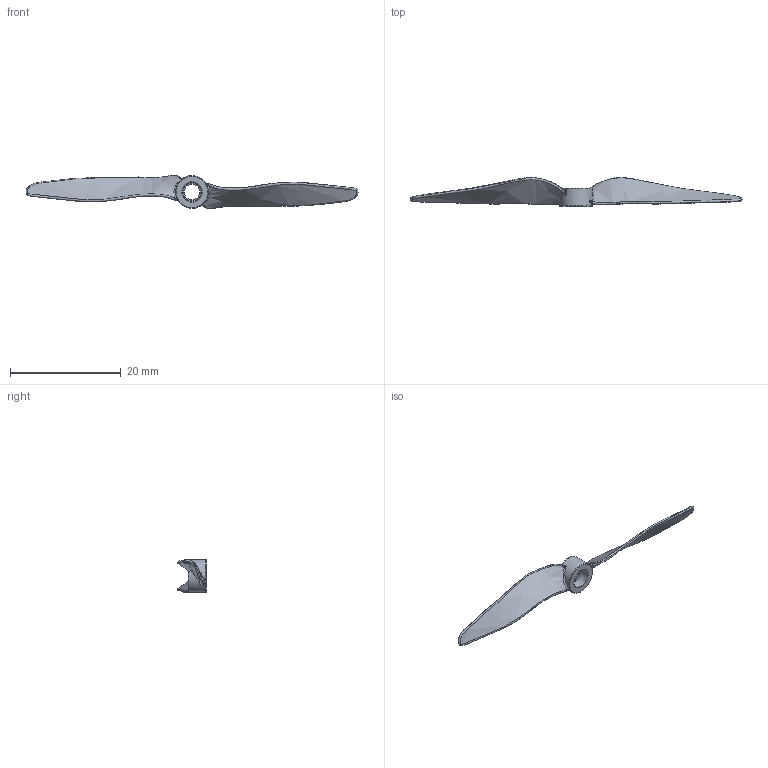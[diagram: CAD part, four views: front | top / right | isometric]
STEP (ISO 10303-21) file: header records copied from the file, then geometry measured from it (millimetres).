
FILE_DESCRIPTION(/* description */ (''),/* implementation_level */ '2;1');
FILE_NAME(/* name */ 'Propeller 5x5 v2.step',/* time_stamp */ '2021-06-23T21:02:00+06:00',/* author */ (''),/* organization */ (''),/* preprocessor_version */ 'ST-DEVELOPER v18.1',/* originating_system */ 'Autodesk Translation Framework v10.6.0.1341',/* authorisation */ '');
FILE_SCHEMA (('AUTOMOTIVE_DESIGN { 1 0 10303 214 3 1 1 }'));
Length unit declared in the file: millimetre
Products named in the file (1): Propeller 5x5
Bounding box: 60.09 x 5.2 x 6.03 mm (x, y, z)
Volume: 186.2 mm3; surface area: 677.7 mm2
Topology: 1 solids, 1 shells, 67 faces, 172 edges, 104 vertices
Faces by surface type: bspline 52, torus 8, cylinder 4, plane 3
Full cylindrical faces by diameter (mm): 2.839 x1, 3.548 x1
Entity records: 13866 total; most frequent: CARTESIAN_POINT 12476, ORIENTED_EDGE 336, DIRECTION 196, EDGE_CURVE 168, VERTEX_POINT 104, AXIS2_PLACEMENT_3D 96, B_SPLINE_CURVE_WITH_KNOTS 84, EDGE_LOOP 70
